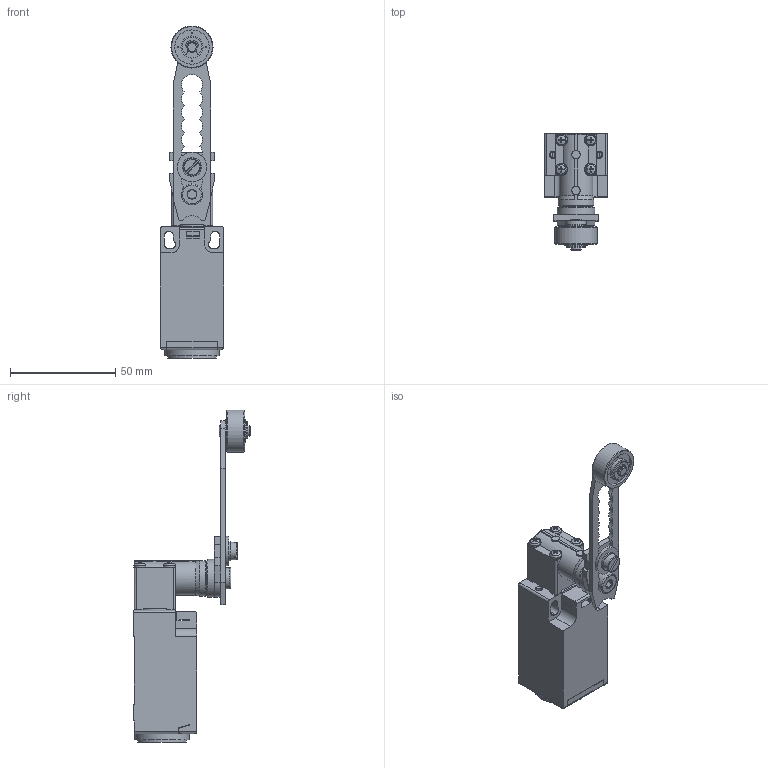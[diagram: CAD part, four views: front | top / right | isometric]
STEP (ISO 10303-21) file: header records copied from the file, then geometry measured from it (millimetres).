
FILE_DESCRIPTION (( 'STEP AP214' ), '1' );
FILE_NAME ('ZV7H-236-11Z-2138.STEP', '2021-01-18T20:09:15', ( '' ), ( '' ), 'SwSTEP 2.0', 'SolidWorks 2019', '' );
FILE_SCHEMA (( 'AUTOMOTIVE_DESIGN' ));
Length unit declared in the file: inch
Products named in the file (1): ZV7H-236-11Z-2138
Bounding box: 30 x 55.5 x 157.71 mm (x, y, z)
Volume: 66349.1 mm3; surface area: 20790.2 mm2
Topology: 6 solids, 6 shells, 457 faces, 1128 edges, 723 vertices
Faces by surface type: plane 303, cylinder 120, cone 20, bspline 14
Full cylindrical faces by diameter (mm): 0.5 x8, 2.4 x6, 3.2 x4, 4.001 x1, 5 x4, 5.407 x4, 5.607 x4, 8.299 x1, 9 x1, 10 x2, 10.5 x2, 13 x1, 13.8 x1, 13.85 x1, 14 x1, 16.3 x2, 16.995 x1, 18 x1, 19 x1, 20 x1, 23 x1, 26 x1
Entity records: 16767 total; most frequent: CARTESIAN_POINT 6922, ORIENTED_EDGE 2078, DIRECTION 1720, EDGE_CURVE 1039, VERTEX_POINT 702, AXIS2_PLACEMENT_3D 610, EDGE_LOOP 585, FACE_OUTER_BOUND 512
